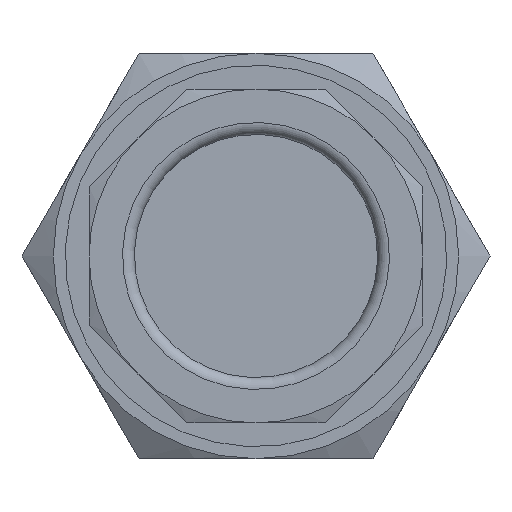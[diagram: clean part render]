
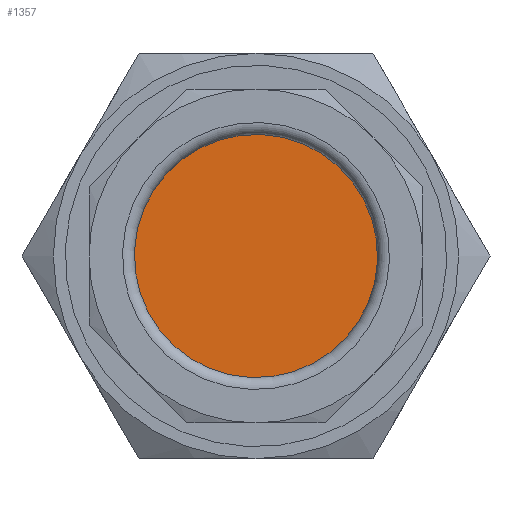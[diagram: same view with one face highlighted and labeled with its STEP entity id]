
A CAD part, front view. The second image highlights one B-rep face of the part: STEP entity #1357.
In plain terms, the highlighted planar face has unit normal (0, -1, 0).
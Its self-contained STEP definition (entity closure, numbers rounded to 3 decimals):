
#134=PLANE('',#1513);
#381=FACE_OUTER_BOUND('',#502,.T.);
#502=EDGE_LOOP('',(#1190));
#533=CIRCLE('',#1394,5.1);
#599=VERTEX_POINT('',#1941);
#719=EDGE_CURVE('',#599,#599,#533,.T.);
#1190=ORIENTED_EDGE('',*,*,#719,.T.);
#1357=ADVANCED_FACE('',(#381),#134,.T.);
#1394=AXIS2_PLACEMENT_3D('',#1942,#1573,#1574);
#1513=AXIS2_PLACEMENT_3D('',#2368,#1839,#1840);
#1573=DIRECTION('center_axis',(0.,-1.,0.));
#1574=DIRECTION('ref_axis',(0.,0.,-1.));
#1839=DIRECTION('center_axis',(0.,-1.,0.));
#1840=DIRECTION('ref_axis',(0.,0.,-1.));
#1941=CARTESIAN_POINT('',(-4.712,-48.225,1.952));
#1942=CARTESIAN_POINT('Origin',(0.,-48.225,0.));
#2368=CARTESIAN_POINT('Origin',(0.,-48.225,0.));
